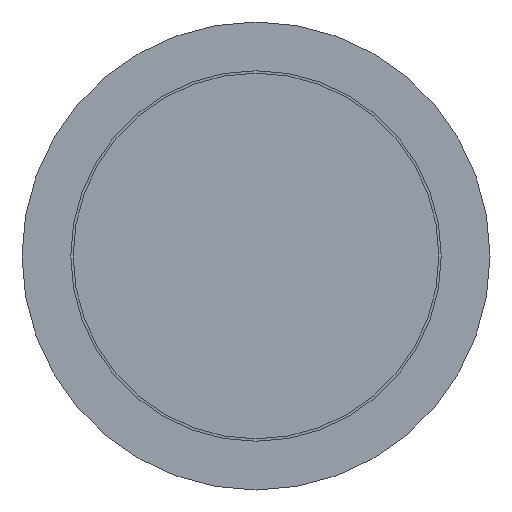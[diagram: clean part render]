
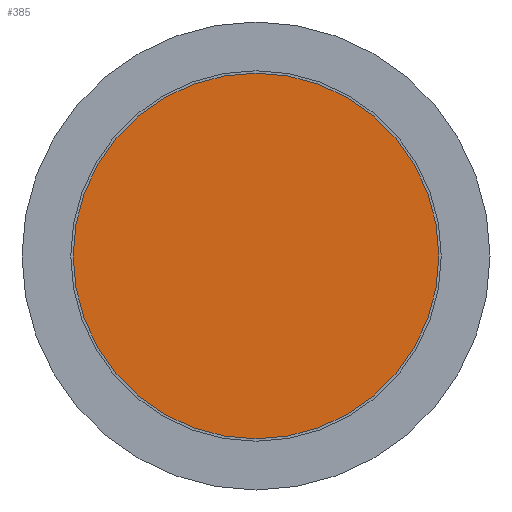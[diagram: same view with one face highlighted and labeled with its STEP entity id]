
A CAD part, front view. The second image highlights one B-rep face of the part: STEP entity #385.
In plain terms, the highlighted planar face has unit normal (0, -1, 0).
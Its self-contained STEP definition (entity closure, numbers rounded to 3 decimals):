
#26 = FACE_OUTER_BOUND ( 'NONE', #451, .T. ) ;
#111 = PLANE ( 'NONE',  #492 ) ;
#120 = CARTESIAN_POINT ( 'NONE',  ( -18.75, 0., 0. ) ) ;
#124 = AXIS2_PLACEMENT_3D ( 'NONE', #211, #299, #264 ) ;
#152 = CIRCLE ( 'NONE', #124, 18.75 ) ;
#167 = ORIENTED_EDGE ( 'NONE', *, *, #205, .T. ) ;
#168 = CARTESIAN_POINT ( 'NONE',  ( 0., 0., -18.75 ) ) ;
#199 = DIRECTION ( 'NONE',  ( 0., 1., 0. ) ) ;
#205 = EDGE_CURVE ( 'NONE', #373, #373, #152, .T. ) ;
#211 = CARTESIAN_POINT ( 'NONE',  ( 0., 0., 0. ) ) ;
#264 = DIRECTION ( 'NONE',  ( 0., 0., -1. ) ) ;
#299 = DIRECTION ( 'NONE',  ( 0., -1., 0. ) ) ;
#364 = DIRECTION ( 'NONE',  ( 0., 0., 1. ) ) ;
#373 = VERTEX_POINT ( 'NONE', #168 ) ;
#385 = ADVANCED_FACE ( 'NONE', ( #26 ), #111, .F. ) ;
#451 = EDGE_LOOP ( 'NONE', ( #167 ) ) ;
#492 = AXIS2_PLACEMENT_3D ( 'NONE', #120, #199, #364 ) ;
